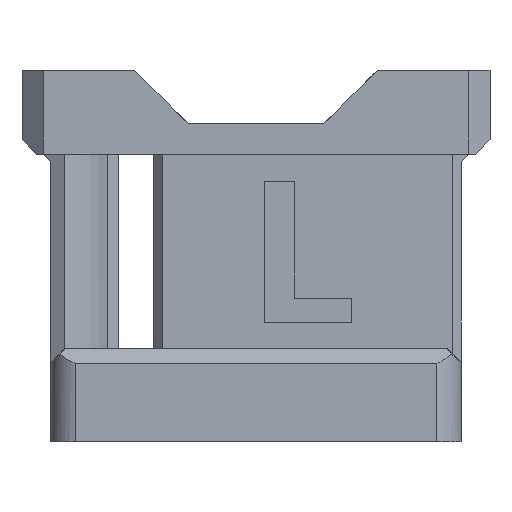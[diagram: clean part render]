
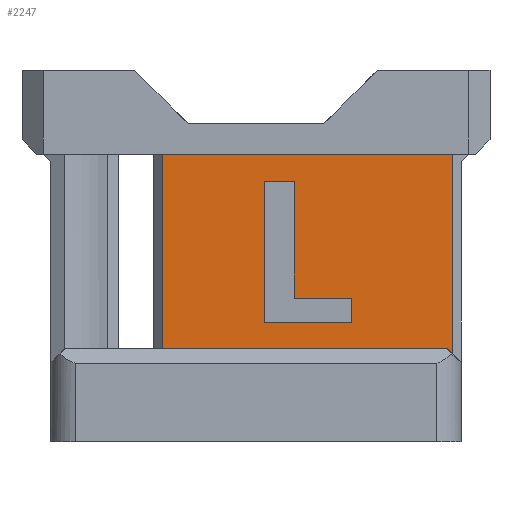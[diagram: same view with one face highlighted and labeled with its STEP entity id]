
A CAD part, left-side view. The second image highlights one B-rep face of the part: STEP entity #2247.
In plain terms, the highlighted planar face has unit normal (-1, 0, 0).
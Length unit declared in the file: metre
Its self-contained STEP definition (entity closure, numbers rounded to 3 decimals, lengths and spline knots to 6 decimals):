
#101=ORIENTED_EDGE('',*,*,#757,.T.);
#102=ORIENTED_EDGE('',*,*,#758,.T.);
#103=ORIENTED_EDGE('',*,*,#759,.F.);
#104=ORIENTED_EDGE('',*,*,#760,.T.);
#105=ORIENTED_EDGE('',*,*,#761,.T.);
#106=ORIENTED_EDGE('',*,*,#762,.T.);
#107=ORIENTED_EDGE('',*,*,#763,.T.);
#108=ORIENTED_EDGE('',*,*,#764,.T.);
#109=ORIENTED_EDGE('',*,*,#765,.T.);
#110=ORIENTED_EDGE('',*,*,#766,.T.);
#111=ORIENTED_EDGE('',*,*,#767,.T.);
#757=EDGE_CURVE('',#1085,#1086,#1307,.T.);
#758=EDGE_CURVE('',#1086,#1087,#1308,.T.);
#759=EDGE_CURVE('',#1088,#1087,#1309,.T.);
#760=EDGE_CURVE('',#1088,#1089,#1310,.T.);
#761=EDGE_CURVE('',#1089,#1085,#1311,.T.);
#762=EDGE_CURVE('',#1090,#1091,#1312,.T.);
#763=EDGE_CURVE('',#1091,#1092,#1313,.T.);
#764=EDGE_CURVE('',#1092,#1093,#1314,.T.);
#765=EDGE_CURVE('',#1093,#1094,#1315,.T.);
#766=EDGE_CURVE('',#1094,#1095,#1316,.T.);
#767=EDGE_CURVE('',#1095,#1090,#1317,.T.);
#1085=VERTEX_POINT('',#3177);
#1086=VERTEX_POINT('',#3178);
#1087=VERTEX_POINT('',#3180);
#1088=VERTEX_POINT('',#3182);
#1089=VERTEX_POINT('',#3184);
#1090=VERTEX_POINT('',#3187);
#1091=VERTEX_POINT('',#3188);
#1092=VERTEX_POINT('',#3190);
#1093=VERTEX_POINT('',#3192);
#1094=VERTEX_POINT('',#3194);
#1095=VERTEX_POINT('',#3196);
#1307=LINE('',#3176,#1579);
#1308=LINE('',#3179,#1580);
#1309=LINE('',#3181,#1581);
#1310=LINE('',#3183,#1582);
#1311=LINE('',#3185,#1583);
#1312=LINE('',#3186,#1584);
#1313=LINE('',#3189,#1585);
#1314=LINE('',#3191,#1586);
#1315=LINE('',#3193,#1587);
#1316=LINE('',#3195,#1588);
#1317=LINE('',#3197,#1589);
#1579=VECTOR('',#2558,1.);
#1580=VECTOR('',#2559,1.);
#1581=VECTOR('',#2560,1.);
#1582=VECTOR('',#2561,1.);
#1583=VECTOR('',#2562,1.);
#1584=VECTOR('',#2563,1.);
#1585=VECTOR('',#2564,1.);
#1586=VECTOR('',#2565,1.);
#1587=VECTOR('',#2566,1.);
#1588=VECTOR('',#2567,1.);
#1589=VECTOR('',#2568,1.);
#1851=EDGE_LOOP('',(#101,#102,#103,#104,#105));
#1852=EDGE_LOOP('',(#106,#107,#108,#109,#110,#111));
#2001=FACE_BOUND('',#1851,.T.);
#2002=FACE_BOUND('',#1852,.T.);
#2151=PLANE('',#2381);
#2247=ADVANCED_FACE('',(#2001,#2002),#2151,.T.);
#2381=AXIS2_PLACEMENT_3D('',#3175,#2556,#2557);
#2556=DIRECTION('',(-1.,0.,0.));
#2557=DIRECTION('',(0.,0.,1.));
#2558=DIRECTION('',(0.,1.,0.));
#2559=DIRECTION('',(0.,0.,-1.));
#2560=DIRECTION('',(0.,1.,0.));
#2561=DIRECTION('',(0.,-0.707,-0.707));
#2562=DIRECTION('',(0.,0.,1.));
#2563=DIRECTION('',(0.,1.,0.));
#2564=DIRECTION('',(0.,0.,1.));
#2565=DIRECTION('',(0.,-1.,0.));
#2566=DIRECTION('',(0.,0.,-1.));
#2567=DIRECTION('',(0.,-1.,0.));
#2568=DIRECTION('',(0.,0.,-1.));
#3175=CARTESIAN_POINT('',(0.021325,-0.007034,0.0226));
#3176=CARTESIAN_POINT('',(0.021325,-0.007034,0.04525));
#3177=CARTESIAN_POINT('',(0.021325,-0.027459,0.04525));
#3178=CARTESIAN_POINT('',(0.021325,0.013057,0.04525));
#3179=CARTESIAN_POINT('',(0.021325,0.013057,0.0226));
#3180=CARTESIAN_POINT('',(0.021325,0.013057,0.018));
#3181=CARTESIAN_POINT('',(0.021325,-0.007034,0.018));
#3182=CARTESIAN_POINT('',(0.021325,-0.02675,0.018));
#3183=CARTESIAN_POINT('',(0.021325,-0.02675,0.018));
#3184=CARTESIAN_POINT('',(0.021325,-0.027459,0.017291));
#3185=CARTESIAN_POINT('',(0.021325,-0.027459,0.04525));
#3186=CARTESIAN_POINT('',(0.021325,-0.00729,0.021625));
#3187=CARTESIAN_POINT('',(0.021325,-0.013414,0.021625));
#3188=CARTESIAN_POINT('',(0.021325,-0.001166,0.021625));
#3189=CARTESIAN_POINT('',(0.021325,-0.001166,0.03154));
#3190=CARTESIAN_POINT('',(0.021325,-0.001166,0.041456));
#3191=CARTESIAN_POINT('',(0.021325,-0.003269,0.041456));
#3192=CARTESIAN_POINT('',(0.021325,-0.005372,0.041456));
#3193=CARTESIAN_POINT('',(0.021325,-0.005372,0.033276));
#3194=CARTESIAN_POINT('',(0.021325,-0.005372,0.025097));
#3195=CARTESIAN_POINT('',(0.021325,-0.009393,0.025097));
#3196=CARTESIAN_POINT('',(0.021325,-0.013414,0.025097));
#3197=CARTESIAN_POINT('',(0.021325,-0.013414,0.023361));
